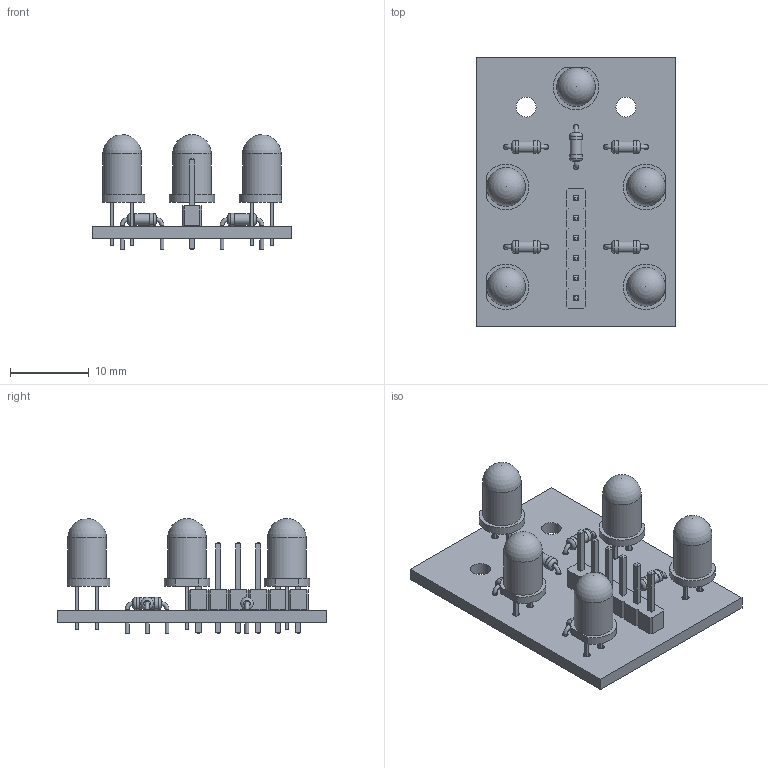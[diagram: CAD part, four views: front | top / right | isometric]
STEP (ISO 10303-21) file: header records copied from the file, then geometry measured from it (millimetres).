
FILE_DESCRIPTION(('KiCad electronic assembly'),'2;1');
FILE_NAME('Light Pcb.step','2023-11-19T13:37:45',('Pcbnew'),('Kicad'), 'Open CASCADE STEP processor 7.7','KiCad to STEP converter','Unknown' );
FILE_SCHEMA(('AUTOMOTIVE_DESIGN { 1 0 10303 214 1 1 1 1 }'));
Length unit declared in the file: millimetre
Products named in the file (8): Light Pcb 1; R_Axial_DIN0204_L3.6mm_D1.6mm_P5.08mm_Horizontal; SOLID; LED_D5.0mm_Clear; PinHeader_1x06_P2.54mm_Vertical; Light Pcb PCB
Assembly tree (15 placements, depth 3):
  Light Pcb 1
    R_Axial_DIN0204_L3.6mm_D1.6mm_P5.08mm_Horizontal  x5
      SOLID
    LED_D5.0mm_Clear  x5
      SOLID
    PinHeader_1x06_P2.54mm_Vertical
      SOLID
    Light Pcb PCB
Bounding box: 25.4 x 34.29 x 14.6 mm (x, y, z)
Volume: 2287.6 mm3; surface area: 3415.9 mm2
Topology: 12 solids, 12 shells, 337 faces, 740 edges, 469 vertices
Faces by surface type: plane 249, cylinder 63, torus 20, sphere 5
Full cylindrical faces by diameter (mm): 0.5 x10, 0.7 x10, 0.9 x10, 1 x6, 1.44 x5, 1.6 x10, 2.54 x2, 4.9 x5
Entity records: 15211 total; most frequent: CARTESIAN_POINT 3283, DIRECTION 1983, LINE 1368, VECTOR 1368, ORIENTED_EDGE 1014, PCURVE 1014, DEFINITIONAL_REPRESENTATION 1014, EDGE_CURVE 507
